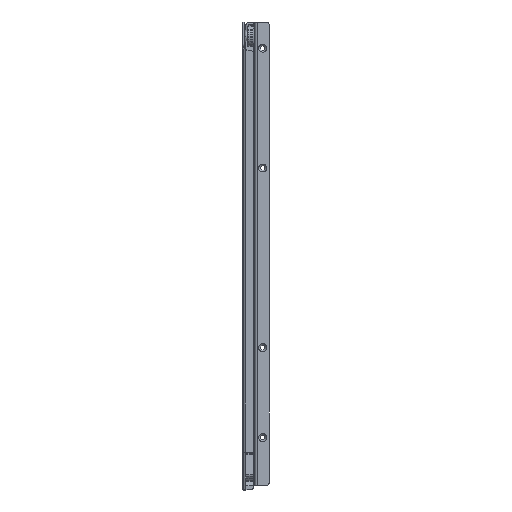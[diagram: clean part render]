
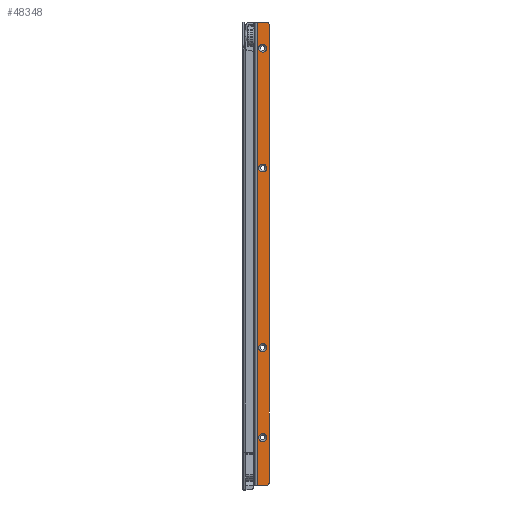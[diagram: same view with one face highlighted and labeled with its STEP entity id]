
A CAD part, front view. The second image highlights one B-rep face of the part: STEP entity #48348.
In plain terms, the highlighted planar face has unit normal (0, -1, 0).
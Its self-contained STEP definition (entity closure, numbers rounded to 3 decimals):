
#298 = AXIS2_PLACEMENT_3D ( 'NONE', #22875, #15179, #7289 ) ;
#321 = VERTEX_POINT ( 'NONE', #18667 ) ;
#358 = AXIS2_PLACEMENT_3D ( 'NONE', #3069, #14901, #34512 ) ;
#1223 = CARTESIAN_POINT ( 'NONE',  ( 6.5, -8.074, 339.5 ) ) ;
#1308 = VERTEX_POINT ( 'NONE', #20746 ) ;
#1325 = EDGE_CURVE ( 'NONE', #2172, #4241, #33153, .T. ) ;
#1499 = CIRCLE ( 'NONE', #2321, 4.25 ) ;
#1947 = LINE ( 'NONE', #18035, #50012 ) ;
#2172 = VERTEX_POINT ( 'NONE', #25206 ) ;
#2321 = AXIS2_PLACEMENT_3D ( 'NONE', #27301, #51337, #34997 ) ;
#2707 = DIRECTION ( 'NONE',  ( -1., 0., 0. ) ) ;
#3069 = CARTESIAN_POINT ( 'NONE',  ( 6.5, -8.074, 51.5 ) ) ;
#3181 = DIRECTION ( 'NONE',  ( -1., 0., 0. ) ) ;
#3781 = VERTEX_POINT ( 'NONE', #30968 ) ;
#4113 = CARTESIAN_POINT ( 'NONE',  ( 2.25, -8.074, 147.5 ) ) ;
#4241 = VERTEX_POINT ( 'NONE', #47550 ) ;
#4246 = EDGE_CURVE ( 'NONE', #46219, #3781, #7406, .T. ) ;
#4861 = CARTESIAN_POINT ( 'NONE',  ( 6.5, -8.074, 51.5 ) ) ;
#6133 = CARTESIAN_POINT ( 'NONE',  ( 13.702, -8.074, 0. ) ) ;
#7289 = DIRECTION ( 'NONE',  ( -1., 0., 0. ) ) ;
#7308 = CIRCLE ( 'NONE', #21647, 4.25 ) ;
#7406 = LINE ( 'NONE', #24282, #38126 ) ;
#7721 = EDGE_CURVE ( 'NONE', #32245, #1308, #23940, .T. ) ;
#8818 = EDGE_CURVE ( 'NONE', #9276, #35780, #39069, .T. ) ;
#9225 = CARTESIAN_POINT ( 'NONE',  ( 9.702, -8.074, 495.5 ) ) ;
#9260 = VERTEX_POINT ( 'NONE', #9225 ) ;
#9263 = ORIENTED_EDGE ( 'NONE', *, *, #52113, .T. ) ;
#9276 = VERTEX_POINT ( 'NONE', #10757 ) ;
#9312 = DIRECTION ( 'NONE',  ( -0.5, 0., 0.866 ) ) ;
#9400 = ORIENTED_EDGE ( 'NONE', *, *, #14444, .F. ) ;
#9957 = CARTESIAN_POINT ( 'NONE',  ( 6.5, -8.074, 147.5 ) ) ;
#10214 = AXIS2_PLACEMENT_3D ( 'NONE', #22994, #23253, #3181 ) ;
#10427 = EDGE_LOOP ( 'NONE', ( #9263, #11559 ) ) ;
#10601 = VECTOR ( 'NONE', #36333, 1000. ) ;
#10682 = LINE ( 'NONE', #15162, #23726 ) ;
#10757 = CARTESIAN_POINT ( 'NONE',  ( 9.702, -8.074, 0. ) ) ;
#11301 = EDGE_CURVE ( 'NONE', #35780, #4241, #10682, .T. ) ;
#11559 = ORIENTED_EDGE ( 'NONE', *, *, #40024, .T. ) ;
#11804 = DIRECTION ( 'NONE',  ( 0., -1., 0. ) ) ;
#12669 = AXIS2_PLACEMENT_3D ( 'NONE', #9957, #21852, #22368 ) ;
#12674 = ORIENTED_EDGE ( 'NONE', *, *, #4246, .F. ) ;
#14444 = EDGE_CURVE ( 'NONE', #9276, #46219, #26691, .T. ) ;
#14629 = ORIENTED_EDGE ( 'NONE', *, *, #33770, .T. ) ;
#14901 = DIRECTION ( 'NONE',  ( 0., 1., 0. ) ) ;
#14971 = ORIENTED_EDGE ( 'NONE', *, *, #7721, .T. ) ;
#15162 = CARTESIAN_POINT ( 'NONE',  ( 16.63, -8.074, 8. ) ) ;
#15179 = DIRECTION ( 'NONE',  ( 0., 1., 0. ) ) ;
#15296 = FACE_BOUND ( 'NONE', #19980, .T. ) ;
#16589 = AXIS2_PLACEMENT_3D ( 'NONE', #47791, #47546, #23500 ) ;
#17281 = VERTEX_POINT ( 'NONE', #46314 ) ;
#17310 = DIRECTION ( 'NONE',  ( 0., 1., 0. ) ) ;
#17785 = CARTESIAN_POINT ( 'NONE',  ( 13.166, -8.074, 2. ) ) ;
#18035 = CARTESIAN_POINT ( 'NONE',  ( 13.166, -8.074, 493.5 ) ) ;
#18429 = ORIENTED_EDGE ( 'NONE', *, *, #31568, .T. ) ;
#18667 = CARTESIAN_POINT ( 'NONE',  ( 13.166, -8.074, 493.5 ) ) ;
#18763 = EDGE_CURVE ( 'NONE', #2172, #321, #1947, .T. ) ;
#18946 = ORIENTED_EDGE ( 'NONE', *, *, #1325, .F. ) ;
#18984 = VERTEX_POINT ( 'NONE', #45647 ) ;
#19881 = ORIENTED_EDGE ( 'NONE', *, *, #39034, .F. ) ;
#19980 = EDGE_LOOP ( 'NONE', ( #30632, #18429 ) ) ;
#20471 = DIRECTION ( 'NONE',  ( 0., 1., 0. ) ) ;
#20746 = CARTESIAN_POINT ( 'NONE',  ( 2.25, -8.074, 51.5 ) ) ;
#21647 = AXIS2_PLACEMENT_3D ( 'NONE', #32944, #32140, #52174 ) ;
#21852 = DIRECTION ( 'NONE',  ( 0., 1., 0. ) ) ;
#22368 = DIRECTION ( 'NONE',  ( -1., 0., 0. ) ) ;
#22875 = CARTESIAN_POINT ( 'NONE',  ( 6.5, -8.074, 467.5 ) ) ;
#22994 = CARTESIAN_POINT ( 'NONE',  ( 6.5, -8.074, 147.5 ) ) ;
#23039 = AXIS2_PLACEMENT_3D ( 'NONE', #28039, #32303, #24097 ) ;
#23253 = DIRECTION ( 'NONE',  ( 0., 1., 0. ) ) ;
#23257 = FACE_BOUND ( 'NONE', #10427, .T. ) ;
#23500 = DIRECTION ( 'NONE',  ( 0., 0., -1. ) ) ;
#23537 = VECTOR ( 'NONE', #2707, 1000. ) ;
#23726 = VECTOR ( 'NONE', #39238, 1000. ) ;
#23940 = CIRCLE ( 'NONE', #358, 4.25 ) ;
#24097 = DIRECTION ( 'NONE',  ( 0., 0., 1. ) ) ;
#24282 = CARTESIAN_POINT ( 'NONE',  ( 0.5, -8.074, 0. ) ) ;
#24726 = LINE ( 'NONE', #41102, #10601 ) ;
#25206 = CARTESIAN_POINT ( 'NONE',  ( 13.702, -8.074, 492.572 ) ) ;
#25288 = CARTESIAN_POINT ( 'NONE',  ( 10.75, -8.074, 51.5 ) ) ;
#25365 = CIRCLE ( 'NONE', #10214, 4.25 ) ;
#26219 = AXIS2_PLACEMENT_3D ( 'NONE', #1223, #17310, #49770 ) ;
#26277 = EDGE_CURVE ( 'NONE', #28673, #49028, #25365, .T. ) ;
#26331 = EDGE_LOOP ( 'NONE', ( #14971, #35744 ) ) ;
#26691 = LINE ( 'NONE', #6133, #23537 ) ;
#26907 = EDGE_LOOP ( 'NONE', ( #14629, #42358 ) ) ;
#27301 = CARTESIAN_POINT ( 'NONE',  ( 6.5, -8.074, 339.5 ) ) ;
#27765 = CARTESIAN_POINT ( 'NONE',  ( 10.75, -8.074, 467.5 ) ) ;
#27986 = EDGE_CURVE ( 'NONE', #321, #9260, #37457, .T. ) ;
#28039 = CARTESIAN_POINT ( 'NONE',  ( 9.702, -8.074, 4. ) ) ;
#28528 = ORIENTED_EDGE ( 'NONE', *, *, #18763, .T. ) ;
#28673 = VERTEX_POINT ( 'NONE', #4113 ) ;
#28816 = CARTESIAN_POINT ( 'NONE',  ( 2.25, -8.074, 467.5 ) ) ;
#29160 = CARTESIAN_POINT ( 'NONE',  ( 13.702, -8.074, 0. ) ) ;
#29801 = VERTEX_POINT ( 'NONE', #28816 ) ;
#29858 = AXIS2_PLACEMENT_3D ( 'NONE', #47500, #11804, #51191 ) ;
#30359 = EDGE_CURVE ( 'NONE', #1308, #32245, #30506, .T. ) ;
#30506 = CIRCLE ( 'NONE', #42349, 4.25 ) ;
#30632 = ORIENTED_EDGE ( 'NONE', *, *, #40680, .T. ) ;
#30654 = VERTEX_POINT ( 'NONE', #27765 ) ;
#30968 = CARTESIAN_POINT ( 'NONE',  ( 0.5, -8.074, 495.5 ) ) ;
#31419 = FACE_BOUND ( 'NONE', #26907, .T. ) ;
#31568 = EDGE_CURVE ( 'NONE', #29801, #30654, #45854, .T. ) ;
#31657 = ORIENTED_EDGE ( 'NONE', *, *, #27986, .T. ) ;
#31701 = CARTESIAN_POINT ( 'NONE',  ( 10.75, -8.074, 147.5 ) ) ;
#31821 = ORIENTED_EDGE ( 'NONE', *, *, #8818, .T. ) ;
#32140 = DIRECTION ( 'NONE',  ( 0., 1., 0. ) ) ;
#32141 = CIRCLE ( 'NONE', #26219, 4.25 ) ;
#32245 = VERTEX_POINT ( 'NONE', #25288 ) ;
#32303 = DIRECTION ( 'NONE',  ( 0., -1., 0. ) ) ;
#32944 = CARTESIAN_POINT ( 'NONE',  ( 6.5, -8.074, 467.5 ) ) ;
#33153 = LINE ( 'NONE', #29160, #34432 ) ;
#33770 = EDGE_CURVE ( 'NONE', #49028, #28673, #45639, .T. ) ;
#34432 = VECTOR ( 'NONE', #36582, 1000. ) ;
#34512 = DIRECTION ( 'NONE',  ( -1., 0., 0. ) ) ;
#34997 = DIRECTION ( 'NONE',  ( -1., 0., 0. ) ) ;
#35654 = FACE_OUTER_BOUND ( 'NONE', #39896, .T. ) ;
#35658 = DIRECTION ( 'NONE',  ( 0., 0., 1. ) ) ;
#35744 = ORIENTED_EDGE ( 'NONE', *, *, #30359, .T. ) ;
#35780 = VERTEX_POINT ( 'NONE', #17785 ) ;
#36333 = DIRECTION ( 'NONE',  ( 1., 0., 0. ) ) ;
#36582 = DIRECTION ( 'NONE',  ( 0., 0., -1. ) ) ;
#37457 = CIRCLE ( 'NONE', #29858, 4. ) ;
#38126 = VECTOR ( 'NONE', #35658, 1000. ) ;
#39034 = EDGE_CURVE ( 'NONE', #3781, #9260, #24726, .T. ) ;
#39069 = CIRCLE ( 'NONE', #23039, 4. ) ;
#39238 = DIRECTION ( 'NONE',  ( 0.5, 0., 0.866 ) ) ;
#39878 = PLANE ( 'NONE',  #16589 ) ;
#39896 = EDGE_LOOP ( 'NONE', ( #12674, #9400, #31821, #41533, #18946, #28528, #31657, #19881 ) ) ;
#40024 = EDGE_CURVE ( 'NONE', #18984, #17281, #1499, .T. ) ;
#40680 = EDGE_CURVE ( 'NONE', #30654, #29801, #7308, .T. ) ;
#41102 = CARTESIAN_POINT ( 'NONE',  ( 13.702, -8.074, 495.5 ) ) ;
#41533 = ORIENTED_EDGE ( 'NONE', *, *, #11301, .T. ) ;
#42349 = AXIS2_PLACEMENT_3D ( 'NONE', #4861, #20471, #44760 ) ;
#42358 = ORIENTED_EDGE ( 'NONE', *, *, #26277, .T. ) ;
#44760 = DIRECTION ( 'NONE',  ( -1., 0., 0. ) ) ;
#45639 = CIRCLE ( 'NONE', #12669, 4.25 ) ;
#45647 = CARTESIAN_POINT ( 'NONE',  ( 2.25, -8.074, 339.5 ) ) ;
#45854 = CIRCLE ( 'NONE', #298, 4.25 ) ;
#46219 = VERTEX_POINT ( 'NONE', #46811 ) ;
#46314 = CARTESIAN_POINT ( 'NONE',  ( 10.75, -8.074, 339.5 ) ) ;
#46811 = CARTESIAN_POINT ( 'NONE',  ( 0.5, -8.074, 0. ) ) ;
#47500 = CARTESIAN_POINT ( 'NONE',  ( 9.702, -8.074, 491.5 ) ) ;
#47546 = DIRECTION ( 'NONE',  ( 0., 1., 0. ) ) ;
#47550 = CARTESIAN_POINT ( 'NONE',  ( 13.702, -8.074, 2.928 ) ) ;
#47791 = CARTESIAN_POINT ( 'NONE',  ( 13.702, -8.074, 0. ) ) ;
#48348 = ADVANCED_FACE ( 'NONE', ( #15296, #23257, #31419, #51745, #35654 ), #39878, .F. ) ;
#49028 = VERTEX_POINT ( 'NONE', #31701 ) ;
#49770 = DIRECTION ( 'NONE',  ( -1., 0., 0. ) ) ;
#50012 = VECTOR ( 'NONE', #9312, 1000. ) ;
#51191 = DIRECTION ( 'NONE',  ( 0., 0., 1. ) ) ;
#51337 = DIRECTION ( 'NONE',  ( 0., 1., 0. ) ) ;
#51745 = FACE_BOUND ( 'NONE', #26331, .T. ) ;
#52113 = EDGE_CURVE ( 'NONE', #17281, #18984, #32141, .T. ) ;
#52174 = DIRECTION ( 'NONE',  ( -1., 0., 0. ) ) ;
